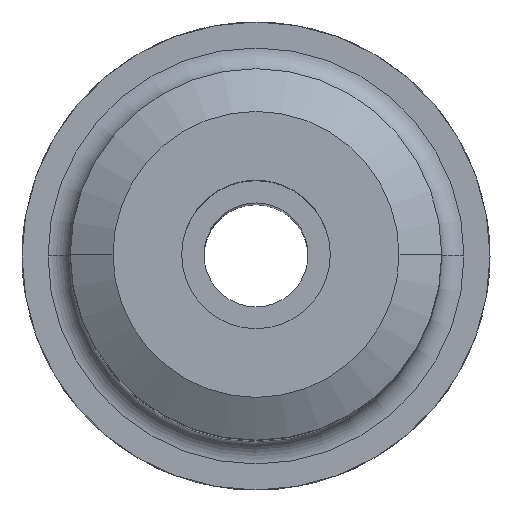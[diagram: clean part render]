
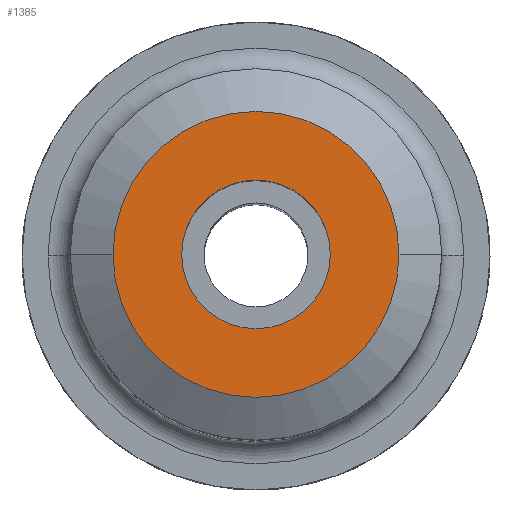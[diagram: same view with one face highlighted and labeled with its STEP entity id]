
A CAD part, top view. The second image highlights one B-rep face of the part: STEP entity #1385.
In plain terms, the highlighted planar face has unit normal (0, 0, 1).
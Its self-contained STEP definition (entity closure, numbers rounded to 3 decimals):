
#26 = AXIS2_PLACEMENT_3D ( 'NONE', #229, #524, #926 ) ;
#54 = CARTESIAN_POINT ( 'NONE',  ( 0., 0., 150. ) ) ;
#94 = EDGE_LOOP ( 'NONE', ( #1426, #1108 ) ) ;
#229 = CARTESIAN_POINT ( 'NONE',  ( 0., 0., 150. ) ) ;
#322 = CIRCLE ( 'NONE', #26, 10. ) ;
#325 = DIRECTION ( 'NONE',  ( 0., 0., -1. ) ) ;
#345 = ORIENTED_EDGE ( 'NONE', *, *, #990, .F. ) ;
#351 = DIRECTION ( 'NONE',  ( 0., 0., -1. ) ) ;
#394 = ORIENTED_EDGE ( 'NONE', *, *, #1746, .F. ) ;
#524 = DIRECTION ( 'NONE',  ( 0., 0., -1. ) ) ;
#566 = EDGE_LOOP ( 'NONE', ( #394, #345 ) ) ;
#570 = PLANE ( 'NONE',  #627 ) ;
#627 = AXIS2_PLACEMENT_3D ( 'NONE', #1553, #705, #1111 ) ;
#705 = DIRECTION ( 'NONE',  ( 0., 0., 1. ) ) ;
#731 = DIRECTION ( 'NONE',  ( -1., 0., 0. ) ) ;
#865 = FACE_BOUND ( 'NONE', #94, .T. ) ;
#871 = VERTEX_POINT ( 'NONE', #1057 ) ;
#926 = DIRECTION ( 'NONE',  ( -1., 0., 0. ) ) ;
#928 = AXIS2_PLACEMENT_3D ( 'NONE', #54, #325, #1584 ) ;
#990 = EDGE_CURVE ( 'NONE', #1475, #871, #1189, .T. ) ;
#996 = CIRCLE ( 'NONE', #1603, 10. ) ;
#1007 = AXIS2_PLACEMENT_3D ( 'NONE', #1764, #351, #1329 ) ;
#1040 = CARTESIAN_POINT ( 'NONE',  ( 10., 0., 150. ) ) ;
#1055 = EDGE_CURVE ( 'NONE', #1696, #1524, #996, .T. ) ;
#1057 = CARTESIAN_POINT ( 'NONE',  ( -19.25, 0., 150. ) ) ;
#1108 = ORIENTED_EDGE ( 'NONE', *, *, #1055, .T. ) ;
#1111 = DIRECTION ( 'NONE',  ( 1., 0., 0. ) ) ;
#1187 = EDGE_CURVE ( 'NONE', #1524, #1696, #322, .T. ) ;
#1189 = CIRCLE ( 'NONE', #928, 19.25 ) ;
#1202 = CARTESIAN_POINT ( 'NONE',  ( -10., 0., 150. ) ) ;
#1293 = DIRECTION ( 'NONE',  ( 0., 0., -1. ) ) ;
#1329 = DIRECTION ( 'NONE',  ( -1., 0., 0. ) ) ;
#1385 = ADVANCED_FACE ( 'NONE', ( #865, #1681 ), #570, .T. ) ;
#1426 = ORIENTED_EDGE ( 'NONE', *, *, #1187, .T. ) ;
#1470 = CARTESIAN_POINT ( 'NONE',  ( 0., 0., 150. ) ) ;
#1475 = VERTEX_POINT ( 'NONE', #1787 ) ;
#1524 = VERTEX_POINT ( 'NONE', #1202 ) ;
#1553 = CARTESIAN_POINT ( 'NONE',  ( 0., 19.25, 150. ) ) ;
#1584 = DIRECTION ( 'NONE',  ( -1., 0., 0. ) ) ;
#1603 = AXIS2_PLACEMENT_3D ( 'NONE', #1470, #1293, #731 ) ;
#1681 = FACE_OUTER_BOUND ( 'NONE', #566, .T. ) ;
#1696 = VERTEX_POINT ( 'NONE', #1040 ) ;
#1701 = CIRCLE ( 'NONE', #1007, 19.25 ) ;
#1746 = EDGE_CURVE ( 'NONE', #871, #1475, #1701, .T. ) ;
#1764 = CARTESIAN_POINT ( 'NONE',  ( 0., 0., 150. ) ) ;
#1787 = CARTESIAN_POINT ( 'NONE',  ( 19.25, 0., 150. ) ) ;
